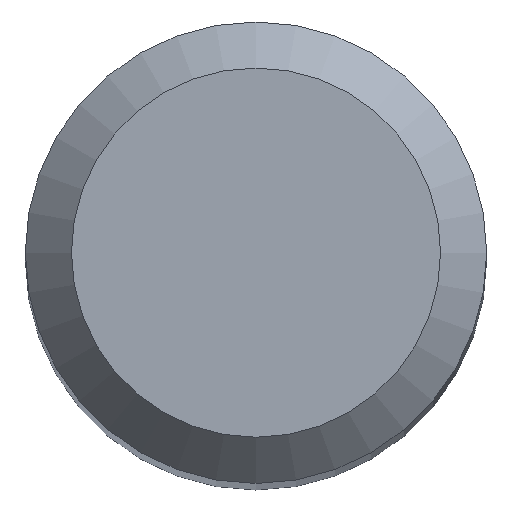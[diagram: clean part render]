
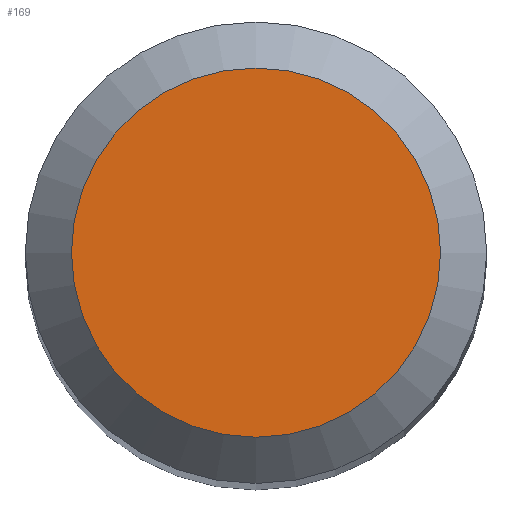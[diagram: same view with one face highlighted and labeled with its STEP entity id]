
A CAD part, top view. The second image highlights one B-rep face of the part: STEP entity #169.
In plain terms, the highlighted planar face has unit normal (0, 0, 1).
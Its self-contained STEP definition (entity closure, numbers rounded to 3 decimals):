
#4 = FACE_OUTER_BOUND ( 'NONE', #157, .T. ) ;
#5 = DIRECTION ( 'NONE',  ( 0., 1., 0. ) ) ;
#8 = DIRECTION ( 'NONE',  ( 0., 1., 0. ) ) ;
#43 = VERTEX_POINT ( 'NONE', #176 ) ;
#56 = CARTESIAN_POINT ( 'NONE',  ( 0., 0., 38. ) ) ;
#59 = DIRECTION ( 'NONE',  ( 0., 0., -1. ) ) ;
#71 = PLANE ( 'NONE',  #97 ) ;
#97 = AXIS2_PLACEMENT_3D ( 'NONE', #56, #109, #5 ) ;
#109 = DIRECTION ( 'NONE',  ( 0., 0., -1. ) ) ;
#121 = EDGE_CURVE ( 'NONE', #43, #43, #128, .T. ) ;
#128 = CIRCLE ( 'NONE', #165, 1.2 ) ;
#157 = EDGE_LOOP ( 'NONE', ( #222 ) ) ;
#159 = CARTESIAN_POINT ( 'NONE',  ( 0., 0., 38. ) ) ;
#165 = AXIS2_PLACEMENT_3D ( 'NONE', #159, #59, #8 ) ;
#169 = ADVANCED_FACE ( 'NONE', ( #4 ), #71, .F. ) ;
#176 = CARTESIAN_POINT ( 'NONE',  ( 0., 1.2, 38. ) ) ;
#222 = ORIENTED_EDGE ( 'NONE', *, *, #121, .F. ) ;
